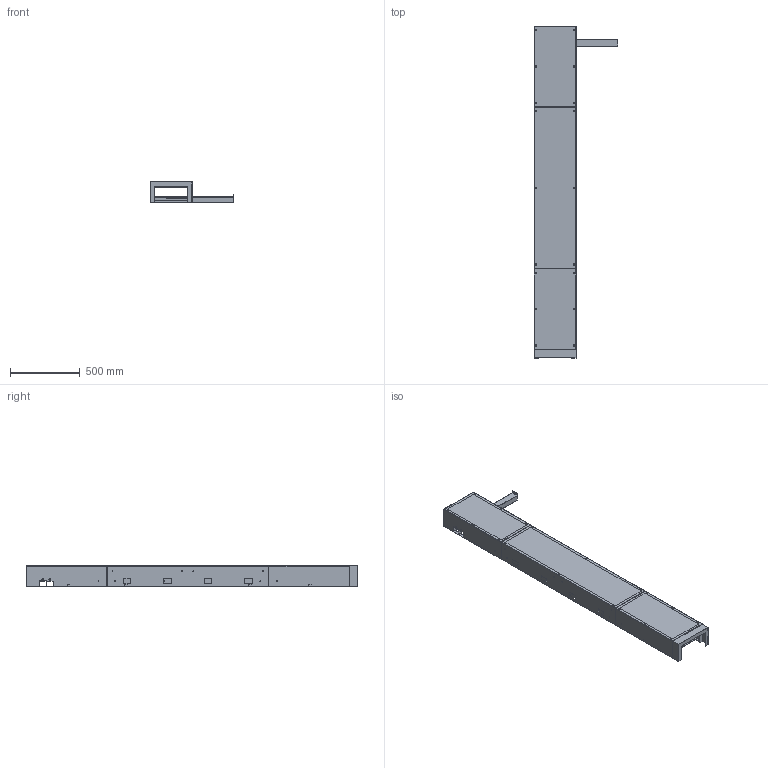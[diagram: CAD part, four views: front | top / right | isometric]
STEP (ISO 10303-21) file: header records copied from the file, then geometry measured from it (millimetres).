
FILE_DESCRIPTION (( 'STEP AP214' ), '1' );
FILE_NAME ('IND-KET-1 ﾊⅱ髜 ﾊﾝﾒ.STEP', '2016-11-03T12:18:34', ( 'user' ), ( '' ), 'SwSTEP 2.0', 'SolidWorks 2014', '' );
FILE_SCHEMA (( 'AUTOMOTIVE_DESIGN' ));
Length unit declared in the file: millimetre
Products named in the file (6): IND-KET-1 ﾊⅱ髜 ﾊﾝﾒ; ﾊ鮻; 妈眚 A.2.M6x12 梦岩 17473-80_偍 A.2.M6x12 儙憭 17473-80; Ôàñàäíàÿ ïàíåëü 1160; Ôàñàäíàÿ ïàíåëü 580; Êàðêàñ ÊÝÒ
Assembly tree (23 placements, depth 2):
  IND-KET-1 ﾊⅱ髜 ﾊﾝﾒ
    Êàðêàñ ÊÝÒ
    Ôàñàäíàÿ ïàíåëü 580  x2
    Ôàñàäíàÿ ïàíåëü 1160
    妈眚 A.2.M6x12 梦岩 17473-80_偍 A.2.M6x12 儙憭 17473-80  x18
    ﾊ鮻
Bounding box: 600 x 2380 x 153.98 mm (x, y, z)
Volume: 1851787 mm3; surface area: 3869037.2 mm2
Topology: 27 solids, 27 shells, 1454 faces, 4054 edges, 2614 vertices
Faces by surface type: plane 876, cylinder 402, cone 140, sphere 36
Entity records: 33494 total; most frequent: CARTESIAN_POINT 6123, ORIENTED_EDGE 5628, DIRECTION 5490, EDGE_CURVE 2814, VECTOR 1966, LINE 1966, VERTEX_POINT 1851, AXIS2_PLACEMENT_3D 1762
